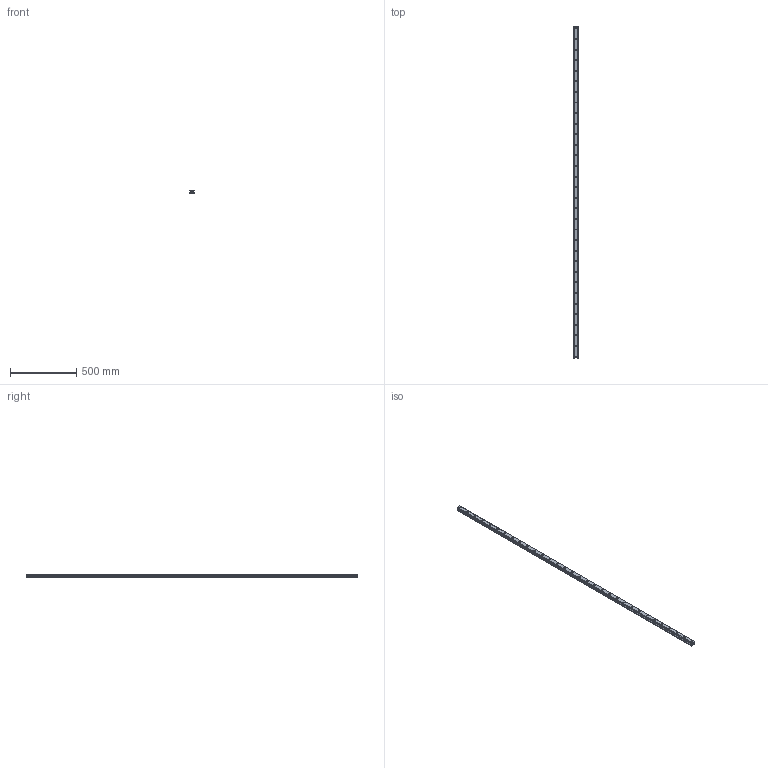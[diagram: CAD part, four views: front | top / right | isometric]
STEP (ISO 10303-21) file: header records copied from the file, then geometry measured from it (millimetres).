
FILE_DESCRIPTION(('STEP AP214'),'1');
FILE_NAME('cctmp_64A5C6D8-8FC0-4BBE-A210-2DB01AA0F55C_2020_7_1_11_2_49_903..stp','2020-07-01T09:02:50',('HIWIN GmbH'),('CADClick - www.CADClick.com'),'Spatial InterOp 3D',' ','unknown authorization');
FILE_SCHEMA(('AUTOMOTIVE_DESIGN'));
Length unit declared in the file: millimetre
Products named in the file (1): HGR35R2510H_FILE
Bounding box: 34 x 2510 x 29 mm (x, y, z)
Volume: 2049422.9 mm3; surface area: 364486 mm2
Topology: 1 solids, 1 shells, 403 faces, 903 edges, 602 vertices
Faces by surface type: cylinder 214, plane 189
Entity records: 14633 total; most frequent: DIRECTION 2139, CARTESIAN_POINT 1909, ORIENTED_EDGE 1806, EDGE_CURVE 903, AXIS2_PLACEMENT_3D 832, VERTEX_POINT 602, EDGE_LOOP 503, LINE 475
